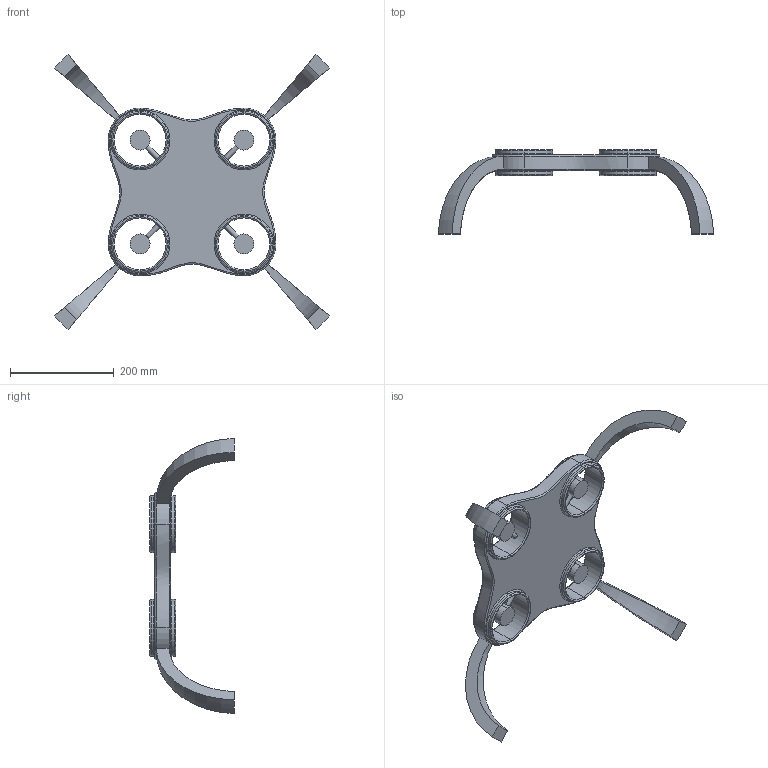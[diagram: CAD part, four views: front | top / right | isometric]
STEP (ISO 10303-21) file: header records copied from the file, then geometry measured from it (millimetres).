
FILE_DESCRIPTION (( 'STEP AP203' ), '1' );
FILE_NAME ('Body_Default_sldprt.STEP', '2018-02-15T21:10:17', ( '' ), ( '' ), 'SwSTEP 2.0', 'SolidWorks 2016', '' );
FILE_SCHEMA (( 'CONFIG_CONTROL_DESIGN' ));
Length unit declared in the file: centimetre
Products named in the file (1): Body_Default_sldprt
Bounding box: 529.99 x 162.67 x 529.99 mm (x, y, z)
Volume: 2677049.8 mm3; surface area: 357818.6 mm2
Topology: 7 solids, 7 shells, 164 faces, 336 edges, 192 vertices
Faces by surface type: torus 64, cylinder 56, plane 28, bspline 12, cone 4
Entity records: 6279 total; most frequent: CARTESIAN_POINT 2657, DIRECTION 854, ORIENTED_EDGE 672, AXIS2_PLACEMENT_3D 391, EDGE_CURVE 336, CIRCLE 238, VERTEX_POINT 192, EDGE_LOOP 178
